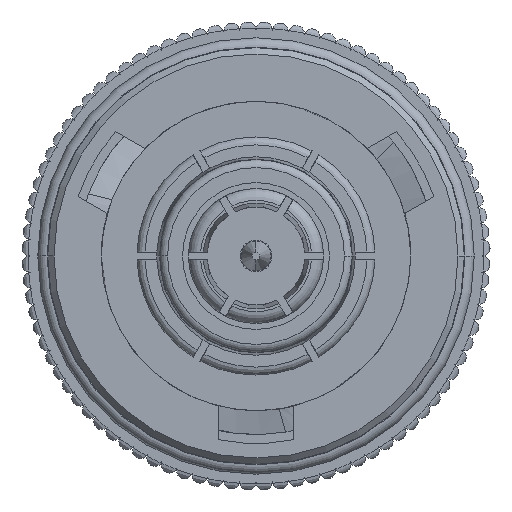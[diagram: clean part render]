
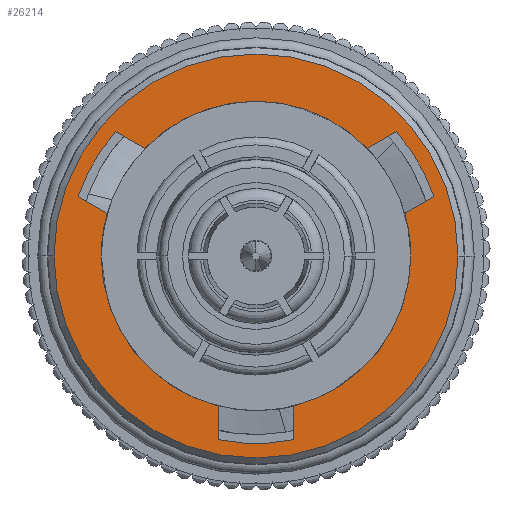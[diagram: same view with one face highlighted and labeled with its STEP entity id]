
A CAD part, left-side view. The second image highlights one B-rep face of the part: STEP entity #26214.
In plain terms, the highlighted face is planar.
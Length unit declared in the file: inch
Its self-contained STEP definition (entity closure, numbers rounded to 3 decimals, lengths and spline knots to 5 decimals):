
#32 = CARTESIAN_POINT ( 'NONE',  ( 0., -0.15683, -0.17664 ) ) ;
#61 = CARTESIAN_POINT ( 'NONE',  ( 0., 0.2314, -0.0475 ) ) ;
#147 = ORIENTED_EDGE ( 'NONE', *, *, #17824, .F. ) ;
#478 = DIRECTION ( 'NONE',  ( 0., -1., 0. ) ) ;
#540 = CARTESIAN_POINT ( 'NONE',  ( 0., 0., -0.2545 ) ) ;
#698 = FACE_BOUND ( 'NONE', #15358, .T. ) ;
#738 = CIRCLE ( 'NONE', #5829, 0.2545 ) ;
#853 = CARTESIAN_POINT ( 'NONE',  ( 0., 0., 0. ) ) ;
#1228 = CARTESIAN_POINT ( 'NONE',  ( 0., 0.195, 0. ) ) ;
#1382 = CARTESIAN_POINT ( 'NONE',  ( 0., -0.15683, 0.17664 ) ) ;
#1637 = ORIENTED_EDGE ( 'NONE', *, *, #13945, .F. ) ;
#1729 = ORIENTED_EDGE ( 'NONE', *, *, #12441, .F. ) ;
#1734 = VERTEX_POINT ( 'NONE', #11911 ) ;
#1855 = CARTESIAN_POINT ( 'NONE',  ( 0., -0.05343, 0.18754 ) ) ;
#1877 = DIRECTION ( 'NONE',  ( 0., -0.5, -0.866 ) ) ;
#2029 = CIRCLE ( 'NONE', #22777, 0.195 ) ;
#2243 = ORIENTED_EDGE ( 'NONE', *, *, #23015, .F. ) ;
#2606 = CARTESIAN_POINT ( 'NONE',  ( 0., 0., 0. ) ) ;
#2620 = DIRECTION ( 'NONE',  ( 0., 0., 1. ) ) ;
#2638 = DIRECTION ( 'NONE',  ( 1., 0., 0. ) ) ;
#2864 = EDGE_CURVE ( 'NONE', #15566, #3887, #21623, .T. ) ;
#3315 = VECTOR ( 'NONE', #25630, 39.37008 ) ;
#3600 = LINE ( 'NONE', #17425, #21460 ) ;
#3737 = ORIENTED_EDGE ( 'NONE', *, *, #17587, .F. ) ;
#3834 = VERTEX_POINT ( 'NONE', #24422 ) ;
#3887 = VERTEX_POINT ( 'NONE', #20301 ) ;
#3948 = CARTESIAN_POINT ( 'NONE',  ( 0., 0., 0. ) ) ;
#4073 = CARTESIAN_POINT ( 'NONE',  ( 0., -0.15683, 0.17664 ) ) ;
#4518 = CARTESIAN_POINT ( 'NONE',  ( 0., -0.07456, 0.22414 ) ) ;
#4560 = VERTEX_POINT ( 'NONE', #19850 ) ;
#4801 = CIRCLE ( 'NONE', #10770, 0.23622 ) ;
#4835 = LINE ( 'NONE', #18662, #25651 ) ;
#5221 = EDGE_LOOP ( 'NONE', ( #1729, #9500 ) ) ;
#5321 = DIRECTION ( 'NONE',  ( 0., 0., 1. ) ) ;
#5352 = LINE ( 'NONE', #1382, #8208 ) ;
#5640 = AXIS2_PLACEMENT_3D ( 'NONE', #3948, #22129, #12066 ) ;
#5784 = DIRECTION ( 'NONE',  ( 0., 0., 1. ) ) ;
#5829 = AXIS2_PLACEMENT_3D ( 'NONE', #853, #15216, #8954 ) ;
#5886 = CARTESIAN_POINT ( 'NONE',  ( 0., 0., 0.195 ) ) ;
#5998 = DIRECTION ( 'NONE',  ( -1., 0., 0. ) ) ;
#6024 = VERTEX_POINT ( 'NONE', #11676 ) ;
#6039 = CARTESIAN_POINT ( 'NONE',  ( 0., -0.1357, 0.14004 ) ) ;
#6346 = DIRECTION ( 'NONE',  ( 0., 0., 1. ) ) ;
#6359 = AXIS2_PLACEMENT_3D ( 'NONE', #21332, #23052, #2620 ) ;
#6919 = VERTEX_POINT ( 'NONE', #32 ) ;
#7549 = EDGE_CURVE ( 'NONE', #19426, #12742, #25606, .T. ) ;
#7594 = DIRECTION ( 'NONE',  ( 0., 0., 1. ) ) ;
#7861 = CARTESIAN_POINT ( 'NONE',  ( 0., 0., 0. ) ) ;
#7928 = ORIENTED_EDGE ( 'NONE', *, *, #16345, .T. ) ;
#8208 = VECTOR ( 'NONE', #9476, 39.37008 ) ;
#8249 = DIRECTION ( 'NONE',  ( 0., 0., 1. ) ) ;
#8333 = DIRECTION ( 'NONE',  ( -1., 0., 0. ) ) ;
#8947 = ORIENTED_EDGE ( 'NONE', *, *, #24964, .T. ) ;
#8954 = DIRECTION ( 'NONE',  ( 0., 0., 1. ) ) ;
#9070 = AXIS2_PLACEMENT_3D ( 'NONE', #20829, #2638, #5784 ) ;
#9127 = VERTEX_POINT ( 'NONE', #18958 ) ;
#9299 = VERTEX_POINT ( 'NONE', #23720 ) ;
#9356 = DIRECTION ( 'NONE',  ( 1., 0., 0. ) ) ;
#9446 = PLANE ( 'NONE',  #21571 ) ;
#9476 = DIRECTION ( 'NONE',  ( 0., 0.5, -0.866 ) ) ;
#9500 = ORIENTED_EDGE ( 'NONE', *, *, #2864, .F. ) ;
#9664 = AXIS2_PLACEMENT_3D ( 'NONE', #14779, #18742, #17161 ) ;
#9922 = ORIENTED_EDGE ( 'NONE', *, *, #7549, .F. ) ;
#10124 = CARTESIAN_POINT ( 'NONE',  ( 0., 0., 0. ) ) ;
#10128 = ORIENTED_EDGE ( 'NONE', *, *, #13232, .T. ) ;
#10385 = ORIENTED_EDGE ( 'NONE', *, *, #22410, .F. ) ;
#10770 = AXIS2_PLACEMENT_3D ( 'NONE', #17579, #9356, #11219 ) ;
#11219 = DIRECTION ( 'NONE',  ( 0., 0., 1. ) ) ;
#11676 = CARTESIAN_POINT ( 'NONE',  ( 0., -0.05343, -0.18754 ) ) ;
#11911 = CARTESIAN_POINT ( 'NONE',  ( 0., 0.18913, 0.0475 ) ) ;
#12066 = DIRECTION ( 'NONE',  ( 0., 0., 1. ) ) ;
#12115 = LINE ( 'NONE', #21784, #21048 ) ;
#12441 = EDGE_CURVE ( 'NONE', #3887, #15566, #738, .T. ) ;
#12742 = VERTEX_POINT ( 'NONE', #23242 ) ;
#12795 = FACE_OUTER_BOUND ( 'NONE', #5221, .T. ) ;
#13232 = EDGE_CURVE ( 'NONE', #9127, #20719, #15426, .T. ) ;
#13462 = DIRECTION ( 'NONE',  ( 0., 0.5, 0.866 ) ) ;
#13850 = EDGE_CURVE ( 'NONE', #9299, #24173, #4801, .T. ) ;
#13945 = EDGE_CURVE ( 'NONE', #24173, #20719, #5352, .T. ) ;
#14548 = DIRECTION ( 'NONE',  ( 0., 1., 0. ) ) ;
#14635 = LINE ( 'NONE', #4518, #3315 ) ;
#14640 = ORIENTED_EDGE ( 'NONE', *, *, #18842, .T. ) ;
#14779 = CARTESIAN_POINT ( 'NONE',  ( 0., 0., 0. ) ) ;
#14841 = EDGE_CURVE ( 'NONE', #12742, #1734, #4835, .T. ) ;
#15100 = VERTEX_POINT ( 'NONE', #5886 ) ;
#15130 = CIRCLE ( 'NONE', #22310, 0.195 ) ;
#15216 = DIRECTION ( 'NONE',  ( -1., 0., 0. ) ) ;
#15358 = EDGE_LOOP ( 'NONE', ( #22620, #8947, #10385, #3737, #16594, #10128, #1637, #24485, #147, #14640, #7928, #21069, #9922, #2243 ) ) ;
#15412 = CARTESIAN_POINT ( 'NONE',  ( 0., 0., -0.195 ) ) ;
#15426 = CIRCLE ( 'NONE', #5640, 0.195 ) ;
#15566 = VERTEX_POINT ( 'NONE', #540 ) ;
#15663 = CARTESIAN_POINT ( 'NONE',  ( 0., 0.2314, -0.0475 ) ) ;
#15720 = VERTEX_POINT ( 'NONE', #15412 ) ;
#16345 = EDGE_CURVE ( 'NONE', #15100, #1734, #15130, .T. ) ;
#16397 = EDGE_CURVE ( 'NONE', #9127, #6919, #12115, .T. ) ;
#16594 = ORIENTED_EDGE ( 'NONE', *, *, #16397, .F. ) ;
#16877 = CIRCLE ( 'NONE', #9664, 0.195 ) ;
#17161 = DIRECTION ( 'NONE',  ( 0., 0., 1. ) ) ;
#17425 = CARTESIAN_POINT ( 'NONE',  ( 0., -0.07456, -0.22414 ) ) ;
#17579 = CARTESIAN_POINT ( 'NONE',  ( 0., 0., 0. ) ) ;
#17587 = EDGE_CURVE ( 'NONE', #6919, #3834, #24931, .T. ) ;
#17824 = EDGE_CURVE ( 'NONE', #19188, #9299, #14635, .T. ) ;
#17949 = DIRECTION ( 'NONE',  ( 1., 0., 0. ) ) ;
#18561 = AXIS2_PLACEMENT_3D ( 'NONE', #10124, #17949, #8249 ) ;
#18662 = CARTESIAN_POINT ( 'NONE',  ( 0., 0.2314, 0.0475 ) ) ;
#18742 = DIRECTION ( 'NONE',  ( -1., 0., 0. ) ) ;
#18842 = EDGE_CURVE ( 'NONE', #19188, #15100, #23948, .T. ) ;
#18958 = CARTESIAN_POINT ( 'NONE',  ( 0., -0.1357, -0.14004 ) ) ;
#19188 = VERTEX_POINT ( 'NONE', #1855 ) ;
#19426 = VERTEX_POINT ( 'NONE', #15663 ) ;
#19850 = CARTESIAN_POINT ( 'NONE',  ( 0., 0.18913, -0.0475 ) ) ;
#20301 = CARTESIAN_POINT ( 'NONE',  ( 0., 0., 0.2545 ) ) ;
#20719 = VERTEX_POINT ( 'NONE', #6039 ) ;
#20829 = CARTESIAN_POINT ( 'NONE',  ( 0., 0., 0. ) ) ;
#21048 = VECTOR ( 'NONE', #1877, 39.37008 ) ;
#21069 = ORIENTED_EDGE ( 'NONE', *, *, #14841, .F. ) ;
#21332 = CARTESIAN_POINT ( 'NONE',  ( 0., 0., 0. ) ) ;
#21460 = VECTOR ( 'NONE', #13462, 39.37008 ) ;
#21571 = AXIS2_PLACEMENT_3D ( 'NONE', #1228, #23776, #5321 ) ;
#21623 = CIRCLE ( 'NONE', #6359, 0.2545 ) ;
#21784 = CARTESIAN_POINT ( 'NONE',  ( 0., -0.15683, -0.17664 ) ) ;
#22051 = DIRECTION ( 'NONE',  ( 0., 0., 1. ) ) ;
#22129 = DIRECTION ( 'NONE',  ( -1., 0., 0. ) ) ;
#22310 = AXIS2_PLACEMENT_3D ( 'NONE', #24307, #24052, #7594 ) ;
#22410 = EDGE_CURVE ( 'NONE', #3834, #6024, #3600, .T. ) ;
#22481 = LINE ( 'NONE', #61, #26179 ) ;
#22620 = ORIENTED_EDGE ( 'NONE', *, *, #25194, .T. ) ;
#22777 = AXIS2_PLACEMENT_3D ( 'NONE', #2606, #8333, #6346 ) ;
#23015 = EDGE_CURVE ( 'NONE', #4560, #19426, #22481, .T. ) ;
#23052 = DIRECTION ( 'NONE',  ( -1., 0., 0. ) ) ;
#23082 = AXIS2_PLACEMENT_3D ( 'NONE', #7861, #5998, #22051 ) ;
#23242 = CARTESIAN_POINT ( 'NONE',  ( 0., 0.2314, 0.0475 ) ) ;
#23720 = CARTESIAN_POINT ( 'NONE',  ( 0., -0.07456, 0.22414 ) ) ;
#23776 = DIRECTION ( 'NONE',  ( -1., 0., 0. ) ) ;
#23948 = CIRCLE ( 'NONE', #23082, 0.195 ) ;
#24052 = DIRECTION ( 'NONE',  ( -1., 0., 0. ) ) ;
#24173 = VERTEX_POINT ( 'NONE', #4073 ) ;
#24307 = CARTESIAN_POINT ( 'NONE',  ( 0., 0., 0. ) ) ;
#24422 = CARTESIAN_POINT ( 'NONE',  ( 0., -0.07456, -0.22414 ) ) ;
#24485 = ORIENTED_EDGE ( 'NONE', *, *, #13850, .F. ) ;
#24931 = CIRCLE ( 'NONE', #18561, 0.23622 ) ;
#24964 = EDGE_CURVE ( 'NONE', #15720, #6024, #16877, .T. ) ;
#25194 = EDGE_CURVE ( 'NONE', #4560, #15720, #2029, .T. ) ;
#25606 = CIRCLE ( 'NONE', #9070, 0.23622 ) ;
#25630 = DIRECTION ( 'NONE',  ( 0., -0.5, 0.866 ) ) ;
#25651 = VECTOR ( 'NONE', #478, 39.37008 ) ;
#26179 = VECTOR ( 'NONE', #14548, 39.37008 ) ;
#26214 = ADVANCED_FACE ( 'NONE', ( #12795, #698 ), #9446, .F. ) ;
